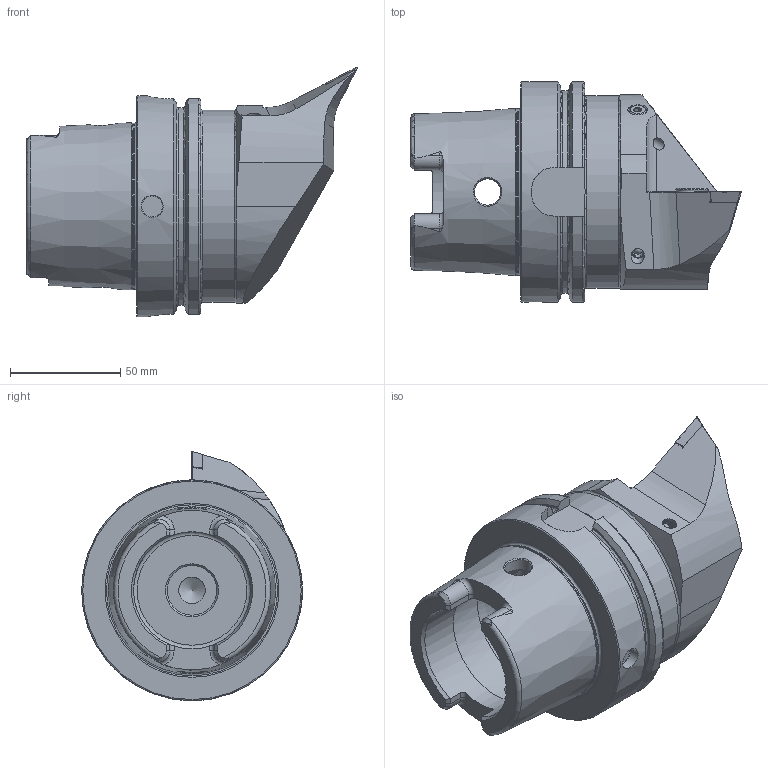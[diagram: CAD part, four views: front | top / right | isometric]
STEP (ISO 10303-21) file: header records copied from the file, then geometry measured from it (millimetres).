
FILE_DESCRIPTION (( 'STEP AP214' ), '1' );
FILE_NAME ('HA0.KVB.LPA.100-HP.STEP', '2020-11-23T11:07:48', ( '' ), ( '' ), 'SwSTEP 2.0', 'SolidWorks 2017', '' );
FILE_SCHEMA (( 'AUTOMOTIVE_DESIGN' ));
Length unit declared in the file: millimetre
Products named in the file (11): WCB-ER2.001.009_A; CHP-ER1.008.014_A; DIN 3771 - 13x1; HA0-KVB.LPA.100-HP_A_Fertigbearbeitung; KVT_MB_600_060; VCMT160404; DIN 7991 - M5x15; CHP-ER1.015.006; HA0.KVB.LPA.100-HP; ISO 8752 2x8; CHP-ER1.015.006_A
Assembly tree (10 placements, depth 3):
  HA0.KVB.LPA.100-HP
    HA0-KVB.LPA.100-HP_A_Fertigbearbeitung
    KVT_MB_600_060
    CHP-ER1.008.014_A
    CHP-ER1.015.006
      CHP-ER1.015.006_A
      DIN 3771 - 13x1
      DIN 7991 - M5x15
    ISO 8752 2x8
    VCMT160404
    WCB-ER2.001.009_A
Bounding box: 149.89 x 100 x 112.99 mm (x, y, z)
Volume: 511129.4 mm3; surface area: 69588 mm2
Topology: 10 solids, 10 shells, 332 faces, 827 edges, 512 vertices
Faces by surface type: plane 119, cylinder 83, cone 78, torus 32, bspline 18, sphere 2
Full cylindrical faces by diameter (mm): 2 x1, 2.5 x1, 3 x1, 3.3 x1, 4 x1, 4.2 x2, 4.4 x1, 5 x5, 5.2 x1, 5.25 x1, 5.5 x1, 6 x3, 6.1 x1, 7 x1, 8 x1, 10 x2, 12 x3, 13.4 x1, 15 x4, 22.5 x1, 26 x1, 53 x2, 63 x1, 75.265 x1, 87 x1, 100 x1
Entity records: 13252 total; most frequent: CARTESIAN_POINT 4467, DIRECTION 1385, ORIENTED_EDGE 1372, EDGE_CURVE 686, AXIS2_PLACEMENT_3D 570, VERTEX_POINT 480, EDGE_LOOP 454, FACE_OUTER_BOUND 388
